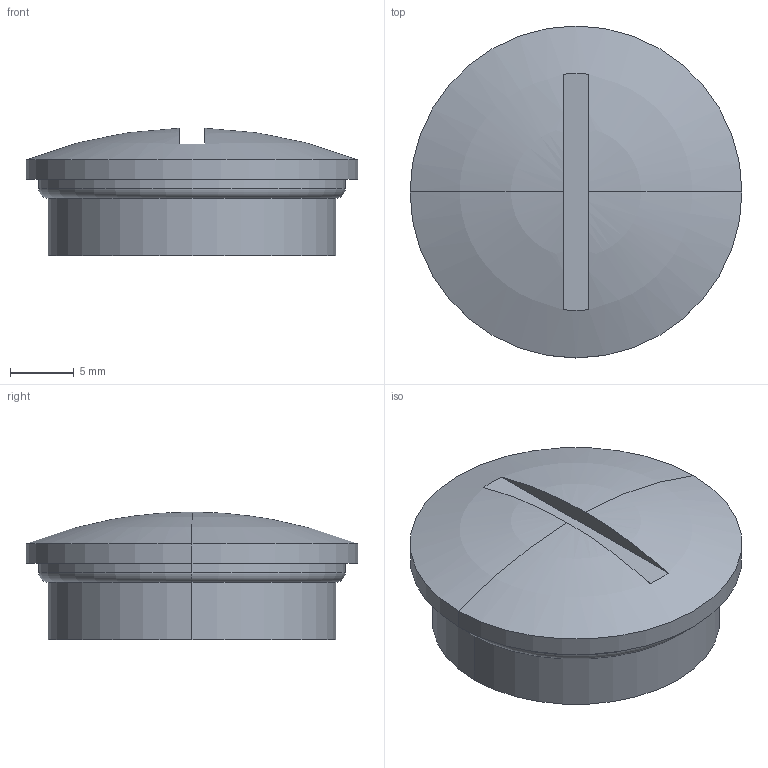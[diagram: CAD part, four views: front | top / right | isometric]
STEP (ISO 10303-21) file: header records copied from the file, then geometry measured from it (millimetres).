
FILE_DESCRIPTION(('Creo Elements/Direct Modeling STEP Export'),'2;1');
FILE_NAME('model.stp','2018-05-24T15:36:37',(''),(''),'Creo Elements/Direct Modeling STEP processor for AP214 (Solid Model)','Creo Elements/Direct Modeling 18.1I 14-Aug-2016 (C) Parametric Technology GmbH','');
FILE_SCHEMA(('AUTOMOTIVE_DESIGN { 1 0 10303 214 1 1 1 1 }'));
Length unit declared in the file: millimetre
Products named in the file (1): HC_BS_PG16-select
Bounding box: 26 x 26 x 9.99 mm (x, y, z)
Volume: 3896.2 mm3; surface area: 1640.7 mm2
Topology: 1 solids, 1 shells, 15 faces, 30 edges, 18 vertices
Faces by surface type: cylinder 6, plane 5, sphere 2, torus 2
Entity records: 490 total; most frequent: DIRECTION 64, ORIENTED_EDGE 60, CARTESIAN_POINT 54, EDGE_CURVE 30, AXIS2_PLACEMENT_3D 28, VERTEX_POINT 18, EDGE_LOOP 16, COLOUR_RGB 16
